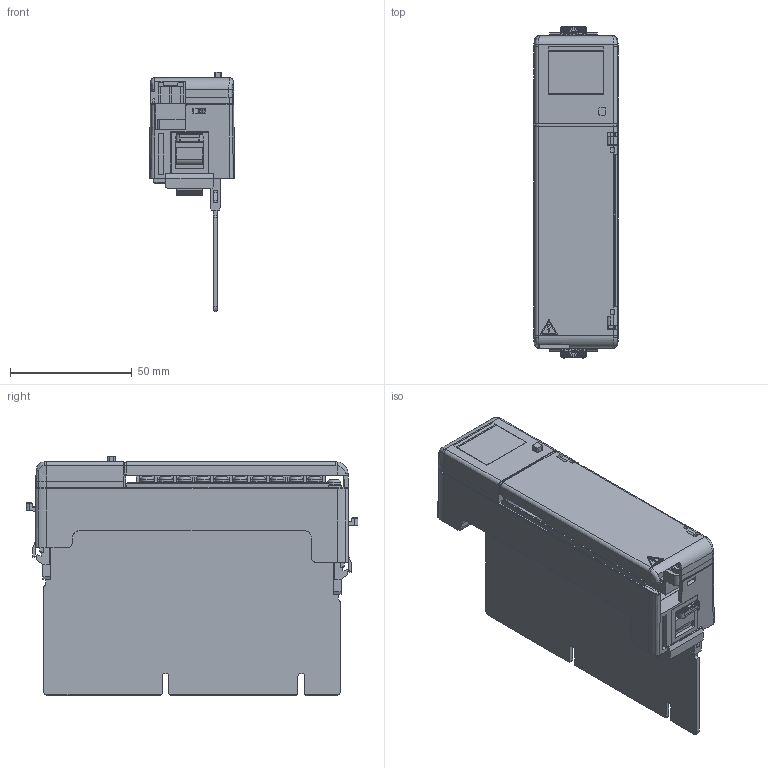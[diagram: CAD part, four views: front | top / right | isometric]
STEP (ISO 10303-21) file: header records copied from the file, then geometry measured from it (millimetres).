
FILE_DESCRIPTION (( 'STEP AP203' ), '1' );
FILE_NAME ('P3-16DA-2.STEP', '2010-10-28T13:03:39', ( '.adc' ), ( '' ), 'SwSTEP 2.0', 'SolidWorks 2009', '' );
FILE_SCHEMA (( 'CONFIG_CONTROL_DESIGN' ));
Length unit declared in the file: millimetre
Products named in the file (1): P3-16DA-2
Bounding box: 34.8 x 136.08 x 98.18 mm (x, y, z)
Volume: 101359.9 mm3; surface area: 75360.8 mm2
Topology: 1 solids, 9 shells, 3823 faces, 10720 edges, 6969 vertices
Faces by surface type: plane 2833, cylinder 744, cone 125, torus 50, sphere 50, bspline 21
Entity records: 123524 total; most frequent: CARTESIAN_POINT 23061, ORIENTED_EDGE 21428, DIRECTION 20253, EDGE_CURVE 10714, LINE 8453, VECTOR 8453, VERTEX_POINT 6969, AXIS2_PLACEMENT_3D 5900
